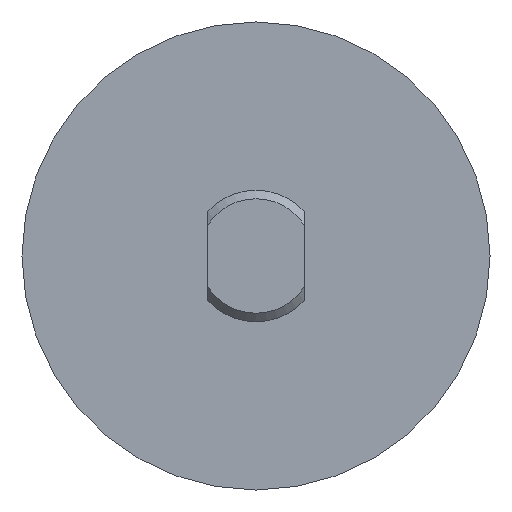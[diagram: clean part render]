
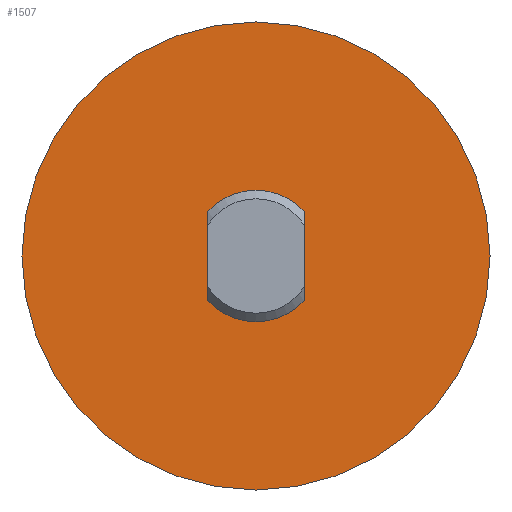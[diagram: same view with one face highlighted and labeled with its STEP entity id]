
A CAD part, front view. The second image highlights one B-rep face of the part: STEP entity #1507.
In plain terms, the highlighted planar face has unit normal (0, -1, 0).
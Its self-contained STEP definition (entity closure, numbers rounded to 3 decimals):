
#72=PLANE('',#1676);
#82=FACE_BOUND('',#540,.T.);
#108=LINE('',#2406,#189);
#125=LINE('',#2480,#206);
#189=VECTOR('',#1825,10.);
#206=VECTOR('',#1864,10.);
#433=FACE_OUTER_BOUND('',#539,.T.);
#539=EDGE_LOOP('',(#1395));
#540=EDGE_LOOP('',(#1396,#1397,#1398,#1399));
#614=CIRCLE('',#1653,60.5);
#620=CIRCLE('',#1665,17.);
#626=CIRCLE('',#1675,17.);
#671=VERTEX_POINT('',#2403);
#672=VERTEX_POINT('',#2405);
#687=VERTEX_POINT('',#2466);
#691=VERTEX_POINT('',#2478);
#756=VERTEX_POINT('',#3720);
#825=EDGE_CURVE('',#672,#671,#108,.T.);
#851=EDGE_CURVE('',#687,#691,#125,.T.);
#960=EDGE_CURVE('',#756,#756,#614,.T.);
#967=EDGE_CURVE('',#672,#691,#620,.T.);
#973=EDGE_CURVE('',#687,#671,#626,.T.);
#1395=ORIENTED_EDGE('',*,*,#960,.T.);
#1396=ORIENTED_EDGE('',*,*,#973,.F.);
#1397=ORIENTED_EDGE('',*,*,#851,.T.);
#1398=ORIENTED_EDGE('',*,*,#967,.F.);
#1399=ORIENTED_EDGE('',*,*,#825,.T.);
#1507=ADVANCED_FACE('',(#433,#82),#72,.F.);
#1653=AXIS2_PLACEMENT_3D('',#3722,#2018,#2019);
#1665=AXIS2_PLACEMENT_3D('',#3735,#2043,#2044);
#1675=AXIS2_PLACEMENT_3D('',#3745,#2063,#2064);
#1676=AXIS2_PLACEMENT_3D('',#3746,#2065,#2066);
#1825=DIRECTION('',(0.,0.,1.));
#1864=DIRECTION('',(0.,0.,-1.));
#2018=DIRECTION('center_axis',(0.,-1.,0.));
#2019=DIRECTION('ref_axis',(1.,0.,0.));
#2043=DIRECTION('center_axis',(0.,-1.,0.));
#2044=DIRECTION('ref_axis',(1.,0.,0.));
#2063=DIRECTION('center_axis',(0.,-1.,0.));
#2064=DIRECTION('ref_axis',(1.,0.,0.));
#2065=DIRECTION('center_axis',(0.,1.,0.));
#2066=DIRECTION('ref_axis',(0.,0.,1.));
#2403=CARTESIAN_POINT('',(-12.5,40.2,11.522));
#2405=CARTESIAN_POINT('',(-12.5,40.2,-11.522));
#2406=CARTESIAN_POINT('',(-12.5,40.2,0.));
#2466=CARTESIAN_POINT('',(12.5,40.2,11.522));
#2478=CARTESIAN_POINT('',(12.5,40.2,-11.522));
#2480=CARTESIAN_POINT('',(12.5,40.2,0.));
#3720=CARTESIAN_POINT('',(-60.5,40.2,0.));
#3722=CARTESIAN_POINT('Origin',(0.,40.2,0.));
#3735=CARTESIAN_POINT('Origin',(0.,40.2,0.));
#3745=CARTESIAN_POINT('Origin',(0.,40.2,0.));
#3746=CARTESIAN_POINT('Origin',(27.,40.2,0.));
